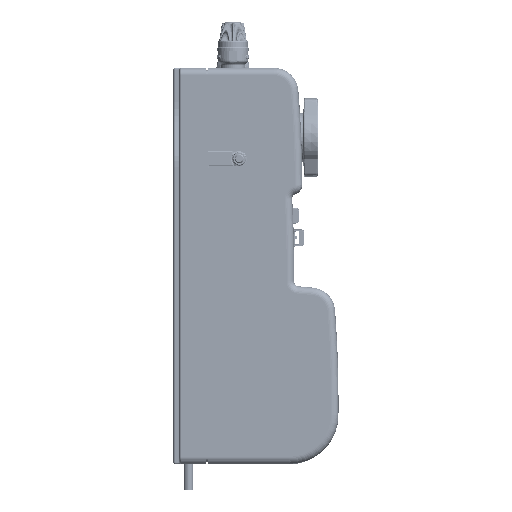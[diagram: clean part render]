
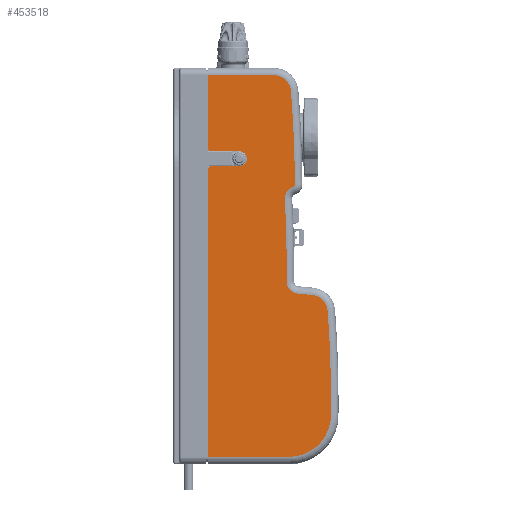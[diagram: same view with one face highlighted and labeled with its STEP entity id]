
A CAD part, front view. The second image highlights one B-rep face of the part: STEP entity #453518.
In plain terms, the highlighted planar face has unit normal (0, -1, 0).
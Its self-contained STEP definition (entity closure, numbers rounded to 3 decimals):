
#450178=CARTESIAN_POINT('Vertex',(125.518,-154.,-27.876)) ;
#450181=CARTESIAN_POINT('Line Origine',(100.771,-154.,-25.711)) ;
#450185=CARTESIAN_POINT('Vertex',(139.655,-154.,-29.113)) ;
#450217=CARTESIAN_POINT('Vertex',(114.108,-154.,-15.27)) ;
#450220=CARTESIAN_POINT('Axis2P3D Location',(126.607,-154.,-15.424)) ;
#450242=CARTESIAN_POINT('Vertex',(112.367,-154.,67.503)) ;
#450245=CARTESIAN_POINT('Axis2P3D Location',(-1128.298,-154.,0.)) ;
#450267=CARTESIAN_POINT('Vertex',(120.245,-154.,79.431)) ;
#450270=CARTESIAN_POINT('Axis2P3D Location',(124.349,-154.,68.154)) ;
#450292=CARTESIAN_POINT('Vertex',(120.85,-154.,79.651)) ;
#450295=CARTESIAN_POINT('Line Origine',(100.771,-154.,72.343)) ;
#450317=CARTESIAN_POINT('Vertex',(122.495,-154.,82.009)) ;
#450320=CARTESIAN_POINT('Axis2P3D Location',(119.995,-154.,82.)) ;
#450342=CARTESIAN_POINT('Vertex',(118.573,-154.,176.391)) ;
#450345=CARTESIAN_POINT('Axis2P3D Location',(-1119.997,-154.,77.644)) ;
#450367=CARTESIAN_POINT('Vertex',(101.128,-154.,192.5)) ;
#450370=CARTESIAN_POINT('Axis2P3D Location',(101.128,-154.,175.)) ;
#450394=CARTESIAN_POINT('Vertex',(37.,-154.,100.8)) ;
#450397=CARTESIAN_POINT('Line Origine',(51.75,-154.,100.8)) ;
#450401=CARTESIAN_POINT('Vertex',(66.5,-154.,100.8)) ;
#450429=CARTESIAN_POINT('Axis2P3D Location',(66.5,-154.,108.3)) ;
#450433=CARTESIAN_POINT('Vertex',(66.5,-154.,115.8)) ;
#450467=CARTESIAN_POINT('Vertex',(37.,-154.,115.8)) ;
#450475=CARTESIAN_POINT('Line Origine',(51.75,-154.,115.8)) ;
#450847=CARTESIAN_POINT('Axis2P3D Location',(138.13,-154.,-46.547)) ;
#450851=CARTESIAN_POINT('Vertex',(155.581,-154.,-45.241)) ;
#450885=CARTESIAN_POINT('Vertex',(158.98,-154.,-150.428)) ;
#450888=CARTESIAN_POINT('Axis2P3D Location',(116.482,-154.,-150.)) ;
#450892=CARTESIAN_POINT('Vertex',(116.482,-154.,-192.5)) ;
#451329=CARTESIAN_POINT('Line Origine',(100.771,-154.,192.5)) ;
#451333=CARTESIAN_POINT('Vertex',(35.,-154.,192.5)) ;
#451367=CARTESIAN_POINT('Vertex',(35.,-154.,117.8)) ;
#451375=CARTESIAN_POINT('Line Origine',(36.,-154.,116.8)) ;
#453360=CARTESIAN_POINT('Vertex',(35.,-154.,98.8)) ;
#453363=CARTESIAN_POINT('Line Origine',(36.,-154.,99.8)) ;
#453388=CARTESIAN_POINT('Line Origine',(100.771,-154.,-192.5)) ;
#453392=CARTESIAN_POINT('Vertex',(35.,-154.,-192.5)) ;
#453476=CARTESIAN_POINT('Axis2P3D Location',(60.,-154.,-200.)) ;
#453481=CARTESIAN_POINT('Line Origine',(35.,-154.,155.15)) ;
#453486=CARTESIAN_POINT('Line Origine',(35.,-154.,-46.85)) ;
#453491=CARTESIAN_POINT('Axis2P3D Location',(-1083.457,-154.,-137.92)) ;
#450183=VECTOR('Line Direction',#450182,1.) ;
#450297=VECTOR('Line Direction',#450296,1.) ;
#450399=VECTOR('Line Direction',#450398,1.) ;
#450477=VECTOR('Line Direction',#450476,1.) ;
#451331=VECTOR('Line Direction',#451330,1.) ;
#451377=VECTOR('Line Direction',#451376,1.) ;
#453365=VECTOR('Line Direction',#453364,1.) ;
#453390=VECTOR('Line Direction',#453389,1.) ;
#453483=VECTOR('Line Direction',#453482,1.) ;
#453488=VECTOR('Line Direction',#453487,1.) ;
#450182=DIRECTION('Vector Direction',(0.996,0.,-0.087)) ;
#450221=DIRECTION('Axis2P3D Direction',(0.,1.,0.)) ;
#450246=DIRECTION('Axis2P3D Direction',(0.,1.,0.)) ;
#450271=DIRECTION('Axis2P3D Direction',(0.,1.,0.)) ;
#450296=DIRECTION('Vector Direction',(0.94,0.,0.342)) ;
#450321=DIRECTION('Axis2P3D Direction',(0.,1.,0.)) ;
#450346=DIRECTION('Axis2P3D Direction',(0.,1.,0.)) ;
#450371=DIRECTION('Axis2P3D Direction',(0.,1.,0.)) ;
#450398=DIRECTION('Vector Direction',(-1.,0.,0.)) ;
#450430=DIRECTION('Axis2P3D Direction',(0.,1.,0.)) ;
#450476=DIRECTION('Vector Direction',(-1.,0.,0.)) ;
#450848=DIRECTION('Axis2P3D Direction',(0.,1.,0.)) ;
#450889=DIRECTION('Axis2P3D Direction',(0.,1.,0.)) ;
#451330=DIRECTION('Vector Direction',(1.,0.,0.)) ;
#451376=DIRECTION('Vector Direction',(-0.707,0.,0.707)) ;
#453364=DIRECTION('Vector Direction',(0.707,0.,0.707)) ;
#453389=DIRECTION('Vector Direction',(1.,0.,0.)) ;
#453477=DIRECTION('Axis2P3D Direction',(0.,1.,0.)) ;
#453478=DIRECTION('Axis2P3D XDirection',(0.,0.,1.)) ;
#453482=DIRECTION('Vector Direction',(0.,0.,-1.)) ;
#453487=DIRECTION('Vector Direction',(0.,0.,-1.)) ;
#453492=DIRECTION('Axis2P3D Direction',(0.,1.,0.)) ;
#450222=AXIS2_PLACEMENT_3D('Circle Axis2P3D',#450220,#450221,$) ;
#450247=AXIS2_PLACEMENT_3D('Circle Axis2P3D',#450245,#450246,$) ;
#450272=AXIS2_PLACEMENT_3D('Circle Axis2P3D',#450270,#450271,$) ;
#450322=AXIS2_PLACEMENT_3D('Circle Axis2P3D',#450320,#450321,$) ;
#450347=AXIS2_PLACEMENT_3D('Circle Axis2P3D',#450345,#450346,$) ;
#450372=AXIS2_PLACEMENT_3D('Circle Axis2P3D',#450370,#450371,$) ;
#450431=AXIS2_PLACEMENT_3D('Circle Axis2P3D',#450429,#450430,$) ;
#450849=AXIS2_PLACEMENT_3D('Circle Axis2P3D',#450847,#450848,$) ;
#450890=AXIS2_PLACEMENT_3D('Circle Axis2P3D',#450888,#450889,$) ;
#453479=AXIS2_PLACEMENT_3D('Plane Axis2P3D',#453476,#453477,#453478) ;
#453493=AXIS2_PLACEMENT_3D('Circle Axis2P3D',#453491,#453492,$) ;
#450184=LINE('Line',#450181,#450183) ;
#450298=LINE('Line',#450295,#450297) ;
#450400=LINE('Line',#450397,#450399) ;
#450478=LINE('Line',#450475,#450477) ;
#451332=LINE('Line',#451329,#451331) ;
#451378=LINE('Line',#451375,#451377) ;
#453366=LINE('Line',#453363,#453365) ;
#453391=LINE('Line',#453388,#453390) ;
#453484=LINE('Line',#453481,#453483) ;
#453489=LINE('Line',#453486,#453488) ;
#450223=CIRCLE('generated circle',#450222,12.5) ;
#450248=CIRCLE('generated circle',#450247,1242.5) ;
#450273=CIRCLE('generated circle',#450272,12.) ;
#450323=CIRCLE('generated circle',#450322,2.5) ;
#450348=CIRCLE('generated circle',#450347,1242.5) ;
#450373=CIRCLE('generated circle',#450372,17.5) ;
#450432=CIRCLE('generated circle',#450431,7.5) ;
#450850=CIRCLE('generated circle',#450849,17.5) ;
#450891=CIRCLE('generated circle',#450890,42.5) ;
#453494=CIRCLE('generated circle',#453493,1242.5) ;
#453480=PLANE('',#453479) ;
#450187=EDGE_CURVE('',#450179,#450186,#450184,.T.) ;
#450224=EDGE_CURVE('',#450218,#450179,#450223,.F.) ;
#450249=EDGE_CURVE('',#450243,#450218,#450248,.T.) ;
#450274=EDGE_CURVE('',#450268,#450243,#450273,.F.) ;
#450299=EDGE_CURVE('',#450293,#450268,#450298,.F.) ;
#450324=EDGE_CURVE('',#450318,#450293,#450323,.T.) ;
#450349=EDGE_CURVE('',#450343,#450318,#450348,.T.) ;
#450374=EDGE_CURVE('',#450368,#450343,#450373,.T.) ;
#450403=EDGE_CURVE('',#450402,#450395,#450400,.T.) ;
#450435=EDGE_CURVE('',#450434,#450402,#450432,.T.) ;
#450479=EDGE_CURVE('',#450434,#450468,#450478,.T.) ;
#450853=EDGE_CURVE('',#450186,#450852,#450850,.T.) ;
#450894=EDGE_CURVE('',#450886,#450893,#450891,.T.) ;
#451335=EDGE_CURVE('',#451334,#450368,#451332,.T.) ;
#451379=EDGE_CURVE('',#450468,#451368,#451378,.T.) ;
#453367=EDGE_CURVE('',#453361,#450395,#453366,.T.) ;
#453394=EDGE_CURVE('',#450893,#453393,#453391,.F.) ;
#453485=EDGE_CURVE('',#451334,#451368,#453484,.T.) ;
#453490=EDGE_CURVE('',#453361,#453393,#453489,.T.) ;
#453495=EDGE_CURVE('',#450852,#450886,#453494,.T.) ;
#453497=ORIENTED_EDGE('',*,*,#453485,.T.) ;
#453498=ORIENTED_EDGE('',*,*,#451379,.F.) ;
#453499=ORIENTED_EDGE('',*,*,#450479,.F.) ;
#453500=ORIENTED_EDGE('',*,*,#450435,.T.) ;
#453501=ORIENTED_EDGE('',*,*,#450403,.T.) ;
#453502=ORIENTED_EDGE('',*,*,#453367,.F.) ;
#453503=ORIENTED_EDGE('',*,*,#453490,.T.) ;
#453504=ORIENTED_EDGE('',*,*,#453394,.F.) ;
#453505=ORIENTED_EDGE('',*,*,#450894,.F.) ;
#453506=ORIENTED_EDGE('',*,*,#453495,.F.) ;
#453507=ORIENTED_EDGE('',*,*,#450853,.F.) ;
#453508=ORIENTED_EDGE('',*,*,#450187,.F.) ;
#453509=ORIENTED_EDGE('',*,*,#450224,.F.) ;
#453510=ORIENTED_EDGE('',*,*,#450249,.F.) ;
#453511=ORIENTED_EDGE('',*,*,#450274,.F.) ;
#453512=ORIENTED_EDGE('',*,*,#450299,.F.) ;
#453513=ORIENTED_EDGE('',*,*,#450324,.F.) ;
#453514=ORIENTED_EDGE('',*,*,#450349,.F.) ;
#453515=ORIENTED_EDGE('',*,*,#450374,.F.) ;
#453516=ORIENTED_EDGE('',*,*,#451335,.F.) ;
#453496=EDGE_LOOP('',(#453497,#453498,#453499,#453500,#453501,#453502,#453503,#453504,#453505,#453506,#453507,#453508,#453509,#453510,#453511,#453512,#453513,#453514,#453515,#453516)) ;
#450179=VERTEX_POINT('',#450178) ;
#450186=VERTEX_POINT('',#450185) ;
#450218=VERTEX_POINT('',#450217) ;
#450243=VERTEX_POINT('',#450242) ;
#450268=VERTEX_POINT('',#450267) ;
#450293=VERTEX_POINT('',#450292) ;
#450318=VERTEX_POINT('',#450317) ;
#450343=VERTEX_POINT('',#450342) ;
#450368=VERTEX_POINT('',#450367) ;
#450395=VERTEX_POINT('',#450394) ;
#450402=VERTEX_POINT('',#450401) ;
#450434=VERTEX_POINT('',#450433) ;
#450468=VERTEX_POINT('',#450467) ;
#450852=VERTEX_POINT('',#450851) ;
#450886=VERTEX_POINT('',#450885) ;
#450893=VERTEX_POINT('',#450892) ;
#451334=VERTEX_POINT('',#451333) ;
#451368=VERTEX_POINT('',#451367) ;
#453361=VERTEX_POINT('',#453360) ;
#453393=VERTEX_POINT('',#453392) ;
#453518=ADVANCED_FACE('29754.1\\GUSCIO_DOPPIO.1\\PartBody',(#453517),#453480,.F.) ;
#453517=FACE_OUTER_BOUND('',#453496,.T.) ;
